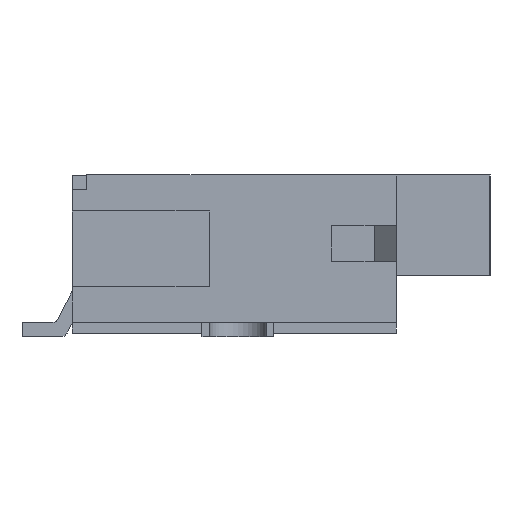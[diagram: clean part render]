
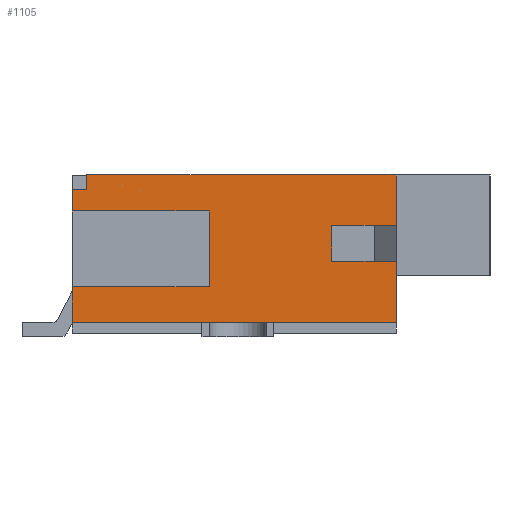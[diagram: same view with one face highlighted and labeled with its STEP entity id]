
A CAD part, left-side view. The second image highlights one B-rep face of the part: STEP entity #1105.
In plain terms, the highlighted planar face has unit normal (-1, 0, 0).
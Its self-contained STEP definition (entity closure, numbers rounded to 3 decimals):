
#1105 = ADVANCED_FACE( '', ( #2274 ), #2275, .T. );
#2274 = FACE_OUTER_BOUND( '', #3617, .T. );
#2275 = PLANE( '', #3618 );
#3617 = EDGE_LOOP( '', ( #6353, #6354, #6355, #6356, #6357, #6358, #6359, #6360, #6361, #6362, #6363, #6364, #6365, #6366 ) );
#3618 = AXIS2_PLACEMENT_3D( '', #6367, #6368, #6369 );
#6353 = ORIENTED_EDGE( '', *, *, #9830, .T. );
#6354 = ORIENTED_EDGE( '', *, *, #10035, .T. );
#6355 = ORIENTED_EDGE( '', *, *, #10534, .T. );
#6356 = ORIENTED_EDGE( '', *, *, #9702, .F. );
#6357 = ORIENTED_EDGE( '', *, *, #10385, .T. );
#6358 = ORIENTED_EDGE( '', *, *, #10535, .T. );
#6359 = ORIENTED_EDGE( '', *, *, #10536, .T. );
#6360 = ORIENTED_EDGE( '', *, *, #10445, .F. );
#6361 = ORIENTED_EDGE( '', *, *, #10537, .T. );
#6362 = ORIENTED_EDGE( '', *, *, #10538, .T. );
#6363 = ORIENTED_EDGE( '', *, *, #10539, .T. );
#6364 = ORIENTED_EDGE( '', *, *, #10540, .T. );
#6365 = ORIENTED_EDGE( '', *, *, #10541, .T. );
#6366 = ORIENTED_EDGE( '', *, *, #9916, .T. );
#6367 = CARTESIAN_POINT( '', ( -8.55, 0., 0. ) );
#6368 = DIRECTION( '', ( -1., 0., 0. ) );
#6369 = DIRECTION( '', ( 0., 0., 1. ) );
#9702 = EDGE_CURVE( '', #11979, #11975, #11981, .T. );
#9830 = EDGE_CURVE( '', #12115, #12208, #12210, .T. );
#9916 = EDGE_CURVE( '', #12352, #12115, #12353, .T. );
#10035 = EDGE_CURVE( '', #12208, #12551, #12553, .T. );
#10385 = EDGE_CURVE( '', #11979, #13122, #13124, .T. );
#10445 = EDGE_CURVE( '', #13211, #13203, #13213, .T. );
#10534 = EDGE_CURVE( '', #12551, #11975, #13341, .T. );
#10535 = EDGE_CURVE( '', #13122, #13342, #13343, .T. );
#10536 = EDGE_CURVE( '', #13342, #13203, #13344, .T. );
#10537 = EDGE_CURVE( '', #13211, #13345, #13346, .T. );
#10538 = EDGE_CURVE( '', #13345, #13347, #13348, .T. );
#10539 = EDGE_CURVE( '', #13347, #13349, #13350, .T. );
#10540 = EDGE_CURVE( '', #13349, #13351, #13352, .T. );
#10541 = EDGE_CURVE( '', #13351, #12352, #13353, .T. );
#11975 = VERTEX_POINT( '', #15275 );
#11979 = VERTEX_POINT( '', #15281 );
#11981 = LINE( '', #15284, #15285 );
#12115 = VERTEX_POINT( '', #15474 );
#12208 = VERTEX_POINT( '', #15618 );
#12210 = LINE( '', #15621, #15622 );
#12352 = VERTEX_POINT( '', #15827 );
#12353 = LINE( '', #15828, #15829 );
#12551 = VERTEX_POINT( '', #16111 );
#12553 = LINE( '', #16114, #16115 );
#13122 = VERTEX_POINT( '', #16921 );
#13124 = LINE( '', #16924, #16925 );
#13203 = VERTEX_POINT( '', #17044 );
#13211 = VERTEX_POINT( '', #17056 );
#13213 = LINE( '', #17059, #17060 );
#13341 = LINE( '', #17268, #17269 );
#13342 = VERTEX_POINT( '', #17270 );
#13343 = LINE( '', #17271, #17272 );
#13344 = LINE( '', #17273, #17274 );
#13345 = VERTEX_POINT( '', #17275 );
#13346 = LINE( '', #17276, #17277 );
#13347 = VERTEX_POINT( '', #17278 );
#13348 = LINE( '', #17279, #17280 );
#13349 = VERTEX_POINT( '', #17281 );
#13350 = LINE( '', #17282, #17283 );
#13351 = VERTEX_POINT( '', #17284 );
#13352 = LINE( '', #17285, #17286 );
#13353 = LINE( '', #17287, #17288 );
#15275 = CARTESIAN_POINT( '', ( -8.55, 2.25, 0.6 ) );
#15281 = CARTESIAN_POINT( '', ( -8.55, 0.35, 0.6 ) );
#15284 = CARTESIAN_POINT( '', ( -8.55, 0.35, 0.6 ) );
#15285 = VECTOR( '', #19153, 1000. );
#15474 = CARTESIAN_POINT( '', ( -8.55, 2.05, 1.1 ) );
#15618 = CARTESIAN_POINT( '', ( -8.55, 2.05, 0.9 ) );
#15621 = CARTESIAN_POINT( '', ( -8.55, 2.05, 0. ) );
#15622 = VECTOR( '', #19285, 1000. );
#15827 = CARTESIAN_POINT( '', ( -8.55, -2.25, 1.1 ) );
#15828 = CARTESIAN_POINT( '', ( -8.55, -2.25, 1.1 ) );
#15829 = VECTOR( '', #19367, 1000. );
#16111 = CARTESIAN_POINT( '', ( -8.55, 2.25, 0.9 ) );
#16114 = CARTESIAN_POINT( '', ( -8.55, 0., 0.9 ) );
#16115 = VECTOR( '', #19501, 1000. );
#16921 = CARTESIAN_POINT( '', ( -8.55, 0.35, -0.45 ) );
#16924 = CARTESIAN_POINT( '', ( -8.55, 0.35, 0.6 ) );
#16925 = VECTOR( '', #19908, 1000. );
#17044 = CARTESIAN_POINT( '', ( -8.55, 2.25, -0.95 ) );
#17056 = CARTESIAN_POINT( '', ( -8.55, -2.25, -0.95 ) );
#17059 = CARTESIAN_POINT( '', ( -8.55, -2.25, -0.95 ) );
#17060 = VECTOR( '', #19957, 1000. );
#17268 = CARTESIAN_POINT( '', ( -8.55, 2.25, 1.1 ) );
#17269 = VECTOR( '', #20041, 1000. );
#17270 = CARTESIAN_POINT( '', ( -8.55, 2.25, -0.45 ) );
#17271 = CARTESIAN_POINT( '', ( -8.55, 0.35, -0.45 ) );
#17272 = VECTOR( '', #20042, 1000. );
#17273 = CARTESIAN_POINT( '', ( -8.55, 2.25, 1.1 ) );
#17274 = VECTOR( '', #20043, 1000. );
#17275 = CARTESIAN_POINT( '', ( -8.55, -2.25, -0.1 ) );
#17276 = CARTESIAN_POINT( '', ( -8.55, -2.25, -1.1 ) );
#17277 = VECTOR( '', #20044, 1000. );
#17278 = CARTESIAN_POINT( '', ( -8.55, -1.35, -0.1 ) );
#17279 = CARTESIAN_POINT( '', ( -8.55, -2.25, -0.1 ) );
#17280 = VECTOR( '', #20045, 1000. );
#17281 = CARTESIAN_POINT( '', ( -8.55, -1.35, 0.4 ) );
#17282 = CARTESIAN_POINT( '', ( -8.55, -1.35, -0.1 ) );
#17283 = VECTOR( '', #20046, 1000. );
#17284 = CARTESIAN_POINT( '', ( -8.55, -2.25, 0.4 ) );
#17285 = CARTESIAN_POINT( '', ( -8.55, -1.35, 0.4 ) );
#17286 = VECTOR( '', #20047, 1000. );
#17287 = CARTESIAN_POINT( '', ( -8.55, -2.25, -1.1 ) );
#17288 = VECTOR( '', #20048, 1000. );
#19153 = DIRECTION( '', ( 0., 1., 0. ) );
#19285 = DIRECTION( '', ( 0., 0., -1. ) );
#19367 = DIRECTION( '', ( 0., 1., 0. ) );
#19501 = DIRECTION( '', ( 0., 1., 0. ) );
#19908 = DIRECTION( '', ( 0., 0., -1. ) );
#19957 = DIRECTION( '', ( 0., 1., 0. ) );
#20041 = DIRECTION( '', ( 0., 0., -1. ) );
#20042 = DIRECTION( '', ( 0., 1., 0. ) );
#20043 = DIRECTION( '', ( 0., 0., -1. ) );
#20044 = DIRECTION( '', ( 0., 0., 1. ) );
#20045 = DIRECTION( '', ( 0., 1., 0. ) );
#20046 = DIRECTION( '', ( 0., 0., 1. ) );
#20047 = DIRECTION( '', ( 0., -1., 0. ) );
#20048 = DIRECTION( '', ( 0., 0., 1. ) );
